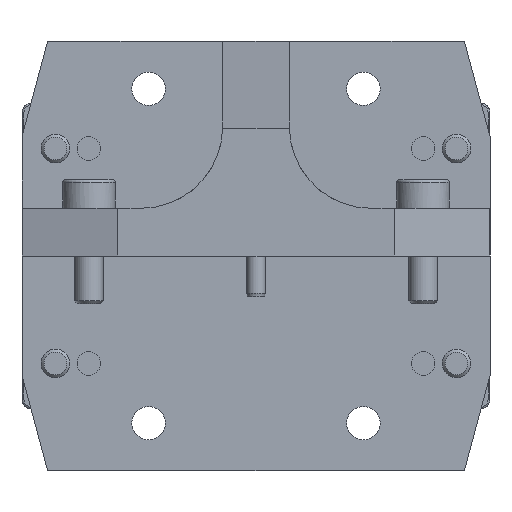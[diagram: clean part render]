
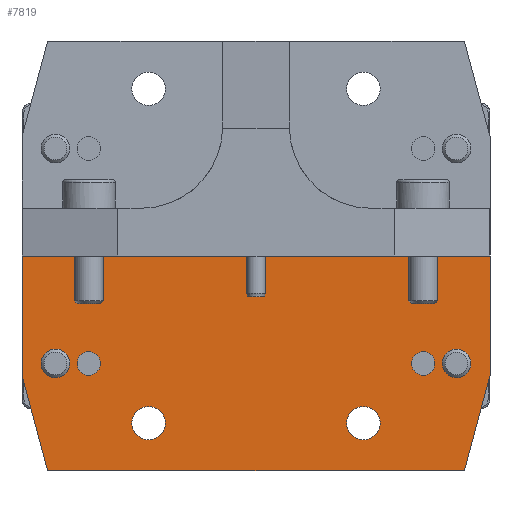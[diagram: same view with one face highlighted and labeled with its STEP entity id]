
A CAD part, front view. The second image highlights one B-rep face of the part: STEP entity #7819.
In plain terms, the highlighted planar face has unit normal (0, -1, 0).
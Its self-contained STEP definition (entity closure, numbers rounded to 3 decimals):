
#383=FACE_BOUND('',#1440,.T.);
#384=FACE_BOUND('',#1441,.T.);
#385=FACE_BOUND('',#1442,.T.);
#386=FACE_BOUND('',#1443,.T.);
#387=FACE_BOUND('',#1444,.T.);
#388=FACE_BOUND('',#1445,.T.);
#549=PLANE('',#8719);
#962=FACE_OUTER_BOUND('',#1439,.T.);
#1439=EDGE_LOOP('',(#6609,#6610,#6611,#6612,#6613,#6614));
#1440=EDGE_LOOP('',(#6615));
#1441=EDGE_LOOP('',(#6616));
#1442=EDGE_LOOP('',(#6617,#6618));
#1443=EDGE_LOOP('',(#6619,#6620));
#1444=EDGE_LOOP('',(#6621));
#1445=EDGE_LOOP('',(#6622));
#1892=LINE('',#14700,#2329);
#1899=LINE('',#14712,#2336);
#1905=LINE('',#14738,#2342);
#1909=LINE('',#14752,#2346);
#1912=LINE('',#14758,#2349);
#1913=LINE('',#14759,#2350);
#2329=VECTOR('',#10832,10.);
#2336=VECTOR('',#10841,10.);
#2342=VECTOR('',#10867,10.);
#2346=VECTOR('',#10883,10.);
#2349=VECTOR('',#10888,10.);
#2350=VECTOR('',#10889,10.);
#2431=CIRCLE('',#7969,1.5);
#2451=CIRCLE('',#8005,1.5);
#2806=CIRCLE('',#8720,1.75);
#2807=CIRCLE('',#8721,1.75);
#2808=CIRCLE('',#8722,1.75);
#2809=CIRCLE('',#8723,1.75);
#2810=CIRCLE('',#8724,1.23);
#2811=CIRCLE('',#8725,1.23);
#2919=VERTEX_POINT('',#11298);
#2951=VERTEX_POINT('',#11404);
#3485=VERTEX_POINT('',#14697);
#3486=VERTEX_POINT('',#14699);
#3490=VERTEX_POINT('',#14710);
#3500=VERTEX_POINT('',#14736);
#3504=VERTEX_POINT('',#14751);
#3506=VERTEX_POINT('',#14757);
#3507=VERTEX_POINT('',#14760);
#3508=VERTEX_POINT('',#14761);
#3509=VERTEX_POINT('',#14764);
#3510=VERTEX_POINT('',#14765);
#3511=VERTEX_POINT('',#14768);
#3512=VERTEX_POINT('',#14770);
#3647=EDGE_CURVE('',#2919,#2919,#2431,.T.);
#3691=EDGE_CURVE('',#2951,#2951,#2451,.T.);
#4541=EDGE_CURVE('',#3486,#3485,#1892,.T.);
#4548=EDGE_CURVE('',#3485,#3490,#1899,.T.);
#4562=EDGE_CURVE('',#3490,#3500,#1905,.T.);
#4569=EDGE_CURVE('',#3504,#3500,#1909,.T.);
#4572=EDGE_CURVE('',#3504,#3506,#1912,.T.);
#4573=EDGE_CURVE('',#3486,#3506,#1913,.T.);
#4574=EDGE_CURVE('',#3507,#3508,#2806,.T.);
#4575=EDGE_CURVE('',#3508,#3507,#2807,.T.);
#4576=EDGE_CURVE('',#3509,#3510,#2808,.T.);
#4577=EDGE_CURVE('',#3510,#3509,#2809,.T.);
#4578=EDGE_CURVE('',#3511,#3511,#2810,.T.);
#4579=EDGE_CURVE('',#3512,#3512,#2811,.T.);
#6609=ORIENTED_EDGE('',*,*,#4569,.F.);
#6610=ORIENTED_EDGE('',*,*,#4572,.T.);
#6611=ORIENTED_EDGE('',*,*,#4573,.F.);
#6612=ORIENTED_EDGE('',*,*,#4541,.T.);
#6613=ORIENTED_EDGE('',*,*,#4548,.T.);
#6614=ORIENTED_EDGE('',*,*,#4562,.T.);
#6615=ORIENTED_EDGE('',*,*,#3647,.T.);
#6616=ORIENTED_EDGE('',*,*,#3691,.T.);
#6617=ORIENTED_EDGE('',*,*,#4574,.T.);
#6618=ORIENTED_EDGE('',*,*,#4575,.T.);
#6619=ORIENTED_EDGE('',*,*,#4576,.T.);
#6620=ORIENTED_EDGE('',*,*,#4577,.T.);
#6621=ORIENTED_EDGE('',*,*,#4578,.T.);
#6622=ORIENTED_EDGE('',*,*,#4579,.T.);
#7819=ADVANCED_FACE('',(#962,#383,#384,#385,#386,#387,#388),#549,.T.);
#7969=AXIS2_PLACEMENT_3D('',#11300,#9011,#9012);
#8005=AXIS2_PLACEMENT_3D('',#11406,#9100,#9101);
#8719=AXIS2_PLACEMENT_3D('',#14756,#10886,#10887);
#8720=AXIS2_PLACEMENT_3D('',#14762,#10890,#10891);
#8721=AXIS2_PLACEMENT_3D('',#14763,#10892,#10893);
#8722=AXIS2_PLACEMENT_3D('',#14766,#10894,#10895);
#8723=AXIS2_PLACEMENT_3D('',#14767,#10896,#10897);
#8724=AXIS2_PLACEMENT_3D('',#14769,#10898,#10899);
#8725=AXIS2_PLACEMENT_3D('',#14771,#10900,#10901);
#9011=DIRECTION('center_axis',(0.,1.,0.));
#9012=DIRECTION('ref_axis',(0.,0.,
-1.));
#9100=DIRECTION('center_axis',(0.,1.,0.));
#9101=DIRECTION('ref_axis',(-0.09,0.,-0.996));
#10832=DIRECTION('',(0.,0.,1.));
#10841=DIRECTION('',(-1.,0.,0.));
#10867=DIRECTION('',(0.,0.,-1.));
#10883=DIRECTION('',(-0.259,0.,0.966));
#10886=DIRECTION('center_axis',(0.,-1.,0.));
#10887=DIRECTION('ref_axis',(1.,0.,0.));
#10888=DIRECTION('',(1.,0.,0.));
#10889=DIRECTION('',(-0.259,0.,-0.966));
#10890=DIRECTION('center_axis',(0.,1.,0.));
#10891=DIRECTION('ref_axis',(1.,0.,0.));
#10892=DIRECTION('center_axis',(0.,1.,0.));
#10893=DIRECTION('ref_axis',(1.,0.,0.));
#10894=DIRECTION('center_axis',(0.,1.,0.));
#10895=DIRECTION('ref_axis',(1.,0.,0.));
#10896=DIRECTION('center_axis',(0.,1.,0.));
#10897=DIRECTION('ref_axis',(1.,0.,0.));
#10898=DIRECTION('center_axis',(0.,1.,0.));
#10899=DIRECTION('ref_axis',(-1.,0.,0.));
#10900=DIRECTION('center_axis',(0.,1.,0.));
#10901=DIRECTION('ref_axis',(-1.,0.,0.));
#11298=CARTESIAN_POINT('',(-21.,-5.,12.75));
#11300=CARTESIAN_POINT('Origin',(-21.,-5.,11.25));
#11404=CARTESIAN_POINT('',(21.135,-5.,12.744));
#11406=CARTESIAN_POINT('Origin',(21.,-5.,11.25));
#14697=CARTESIAN_POINT('',(24.5,-5.,22.5));
#14699=CARTESIAN_POINT('',(24.5,-5.,10.));
#14700=CARTESIAN_POINT('',(24.5,-5.,0.));
#14710=CARTESIAN_POINT('',(-24.5,-5.,22.5));
#14712=CARTESIAN_POINT('',(-12.25,-5.,22.5));
#14736=CARTESIAN_POINT('',(-24.5,-5.,10.));
#14738=CARTESIAN_POINT('',(-24.5,-5.,45.));
#14751=CARTESIAN_POINT('',(-21.821,-5.,0.));
#14752=CARTESIAN_POINT('',(-24.572,-5.,10.269));
#14756=CARTESIAN_POINT('Origin',(0.,-5.,22.5));
#14757=CARTESIAN_POINT('',(21.821,-5.,0.));
#14758=CARTESIAN_POINT('',(-24.5,-5.,0.));
#14759=CARTESIAN_POINT('',(24.572,-5.,10.269));
#14760=CARTESIAN_POINT('',(13.,-5.,5.));
#14761=CARTESIAN_POINT('',(9.5,-5.,5.));
#14762=CARTESIAN_POINT('Origin',(11.25,-5.,5.));
#14763=CARTESIAN_POINT('Origin',(11.25,-5.,5.));
#14764=CARTESIAN_POINT('',(-9.5,-5.,5.));
#14765=CARTESIAN_POINT('',(-13.,-5.,5.));
#14766=CARTESIAN_POINT('Origin',(-11.25,-5.,5.));
#14767=CARTESIAN_POINT('Origin',(-11.25,-5.,5.));
#14768=CARTESIAN_POINT('',(-16.271,-5.,11.25));
#14769=CARTESIAN_POINT('Origin',(-17.5,-5.,11.25));
#14770=CARTESIAN_POINT('',(18.73,-5.,11.25));
#14771=CARTESIAN_POINT('Origin',(17.5,-5.,11.25));
